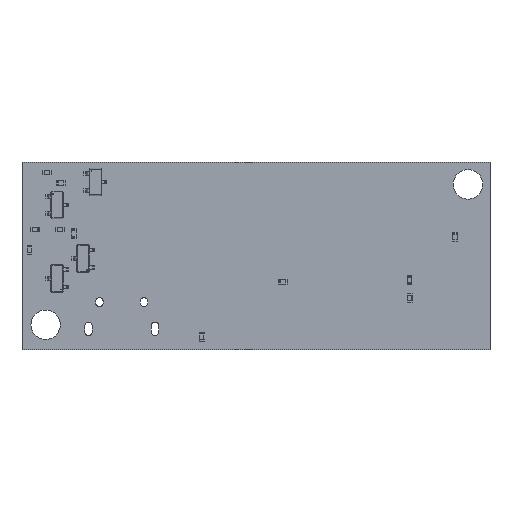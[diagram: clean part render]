
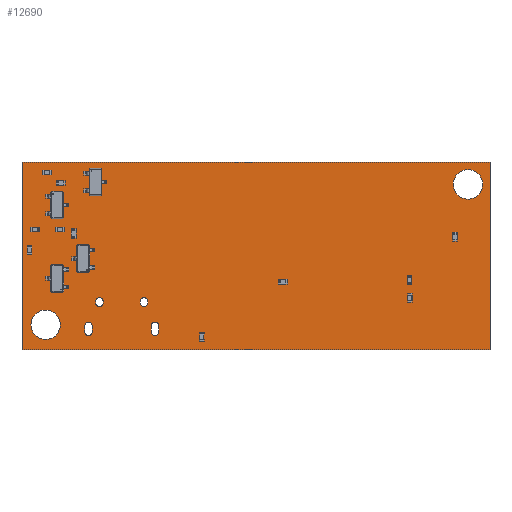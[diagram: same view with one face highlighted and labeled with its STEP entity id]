
A CAD part, top view. The second image highlights one B-rep face of the part: STEP entity #12690.
In plain terms, the highlighted planar face has unit normal (0, 0, 1).
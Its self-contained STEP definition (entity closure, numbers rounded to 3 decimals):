
#12412 = VERTEX_POINT('',#12413);
#12413 = CARTESIAN_POINT('',(50.8,0.,1.51));
#12419 = EDGE_CURVE('',#12412,#12420,#12422,.T.);
#12420 = VERTEX_POINT('',#12421);
#12421 = CARTESIAN_POINT('',(0.,0.,1.51));
#12422 = LINE('',#12423,#12424);
#12423 = CARTESIAN_POINT('',(50.8,0.,1.51));
#12424 = VECTOR('',#12425,1.);
#12425 = DIRECTION('',(-1.,0.,0.));
#12452 = VERTEX_POINT('',#12453);
#12453 = CARTESIAN_POINT('',(50.8,20.32,1.51));
#12459 = EDGE_CURVE('',#12452,#12412,#12460,.T.);
#12460 = LINE('',#12461,#12462);
#12461 = CARTESIAN_POINT('',(50.8,20.32,1.51));
#12462 = VECTOR('',#12463,1.);
#12463 = DIRECTION('',(0.,-1.,0.));
#12481 = EDGE_CURVE('',#12420,#12482,#12484,.T.);
#12482 = VERTEX_POINT('',#12483);
#12483 = CARTESIAN_POINT('',(0.,20.32,1.51));
#12484 = LINE('',#12485,#12486);
#12485 = CARTESIAN_POINT('',(0.,0.,1.51));
#12486 = VECTOR('',#12487,1.);
#12487 = DIRECTION('',(0.,1.,0.));
#12690 = ADVANCED_FACE('',(#12691,#12702,#12713,#12749,#12785,#12821,
    #12857),#12868,.T.);
#12691 = FACE_BOUND('',#12692,.T.);
#12692 = EDGE_LOOP('',(#12693,#12694,#12695,#12701));
#12693 = ORIENTED_EDGE('',*,*,#12419,.F.);
#12694 = ORIENTED_EDGE('',*,*,#12459,.F.);
#12695 = ORIENTED_EDGE('',*,*,#12696,.F.);
#12696 = EDGE_CURVE('',#12482,#12452,#12697,.T.);
#12697 = LINE('',#12698,#12699);
#12698 = CARTESIAN_POINT('',(0.,20.32,1.51));
#12699 = VECTOR('',#12700,1.);
#12700 = DIRECTION('',(1.,0.,0.));
#12701 = ORIENTED_EDGE('',*,*,#12481,.F.);
#12702 = FACE_BOUND('',#12703,.T.);
#12703 = EDGE_LOOP('',(#12704));
#12704 = ORIENTED_EDGE('',*,*,#12705,.T.);
#12705 = EDGE_CURVE('',#12706,#12706,#12708,.T.);
#12706 = VERTEX_POINT('',#12707);
#12707 = CARTESIAN_POINT('',(2.565,1.092,1.51));
#12708 = CIRCLE('',#12709,1.6);
#12709 = AXIS2_PLACEMENT_3D('',#12710,#12711,#12712);
#12710 = CARTESIAN_POINT('',(2.565,2.692,1.51));
#12711 = DIRECTION('',(-0.,0.,-1.));
#12712 = DIRECTION('',(0.,-1.,-0.));
#12713 = FACE_BOUND('',#12714,.T.);
#12714 = EDGE_LOOP('',(#12715,#12726,#12734,#12743));
#12715 = ORIENTED_EDGE('',*,*,#12716,.T.);
#12716 = EDGE_CURVE('',#12717,#12719,#12721,.T.);
#12717 = VERTEX_POINT('',#12718);
#12718 = CARTESIAN_POINT('',(7.62,1.893,1.51));
#12719 = VERTEX_POINT('',#12720);
#12720 = CARTESIAN_POINT('',(6.82,1.893,1.51));
#12721 = CIRCLE('',#12722,0.4);
#12722 = AXIS2_PLACEMENT_3D('',#12723,#12724,#12725);
#12723 = CARTESIAN_POINT('',(7.22,1.893,1.51));
#12724 = DIRECTION('',(-0.,0.,-1.));
#12725 = DIRECTION('',(-1.,0.,0.));
#12726 = ORIENTED_EDGE('',*,*,#12727,.T.);
#12727 = EDGE_CURVE('',#12719,#12728,#12730,.T.);
#12728 = VERTEX_POINT('',#12729);
#12729 = CARTESIAN_POINT('',(6.82,2.593,1.51));
#12730 = LINE('',#12731,#12732);
#12731 = CARTESIAN_POINT('',(6.82,1.296,1.51));
#12732 = VECTOR('',#12733,1.);
#12733 = DIRECTION('',(-0.,1.,0.));
#12734 = ORIENTED_EDGE('',*,*,#12735,.T.);
#12735 = EDGE_CURVE('',#12728,#12736,#12738,.T.);
#12736 = VERTEX_POINT('',#12737);
#12737 = CARTESIAN_POINT('',(7.62,2.593,1.51));
#12738 = CIRCLE('',#12739,0.4);
#12739 = AXIS2_PLACEMENT_3D('',#12740,#12741,#12742);
#12740 = CARTESIAN_POINT('',(7.22,2.593,1.51));
#12741 = DIRECTION('',(0.,-0.,-1.));
#12742 = DIRECTION('',(1.,0.,0.));
#12743 = ORIENTED_EDGE('',*,*,#12744,.T.);
#12744 = EDGE_CURVE('',#12736,#12717,#12745,.T.);
#12745 = LINE('',#12746,#12747);
#12746 = CARTESIAN_POINT('',(7.62,0.946,1.51));
#12747 = VECTOR('',#12748,1.);
#12748 = DIRECTION('',(0.,-1.,0.));
#12749 = FACE_BOUND('',#12750,.T.);
#12750 = EDGE_LOOP('',(#12751,#12762,#12770,#12779));
#12751 = ORIENTED_EDGE('',*,*,#12752,.T.);
#12752 = EDGE_CURVE('',#12753,#12755,#12757,.T.);
#12753 = VERTEX_POINT('',#12754);
#12754 = CARTESIAN_POINT('',(8.8,5.043,1.51));
#12755 = VERTEX_POINT('',#12756);
#12756 = CARTESIAN_POINT('',(8.,5.043,1.51));
#12757 = CIRCLE('',#12758,0.4);
#12758 = AXIS2_PLACEMENT_3D('',#12759,#12760,#12761);
#12759 = CARTESIAN_POINT('',(8.4,5.043,1.51));
#12760 = DIRECTION('',(-0.,0.,-1.));
#12761 = DIRECTION('',(-1.,0.,0.));
#12762 = ORIENTED_EDGE('',*,*,#12763,.T.);
#12763 = EDGE_CURVE('',#12755,#12764,#12766,.T.);
#12764 = VERTEX_POINT('',#12765);
#12765 = CARTESIAN_POINT('',(8.,5.243,1.51));
#12766 = LINE('',#12767,#12768);
#12767 = CARTESIAN_POINT('',(8.,2.621,1.51));
#12768 = VECTOR('',#12769,1.);
#12769 = DIRECTION('',(-0.,1.,0.));
#12770 = ORIENTED_EDGE('',*,*,#12771,.T.);
#12771 = EDGE_CURVE('',#12764,#12772,#12774,.T.);
#12772 = VERTEX_POINT('',#12773);
#12773 = CARTESIAN_POINT('',(8.8,5.243,1.51));
#12774 = CIRCLE('',#12775,0.4);
#12775 = AXIS2_PLACEMENT_3D('',#12776,#12777,#12778);
#12776 = CARTESIAN_POINT('',(8.4,5.243,1.51));
#12777 = DIRECTION('',(0.,-0.,-1.));
#12778 = DIRECTION('',(1.,0.,0.));
#12779 = ORIENTED_EDGE('',*,*,#12780,.T.);
#12780 = EDGE_CURVE('',#12772,#12753,#12781,.T.);
#12781 = LINE('',#12782,#12783);
#12782 = CARTESIAN_POINT('',(8.8,2.521,1.51));
#12783 = VECTOR('',#12784,1.);
#12784 = DIRECTION('',(0.,-1.,0.));
#12785 = FACE_BOUND('',#12786,.T.);
#12786 = EDGE_LOOP('',(#12787,#12798,#12806,#12815));
#12787 = ORIENTED_EDGE('',*,*,#12788,.T.);
#12788 = EDGE_CURVE('',#12789,#12791,#12793,.T.);
#12789 = VERTEX_POINT('',#12790);
#12790 = CARTESIAN_POINT('',(14.82,1.893,1.51));
#12791 = VERTEX_POINT('',#12792);
#12792 = CARTESIAN_POINT('',(14.02,1.893,1.51));
#12793 = CIRCLE('',#12794,0.4);
#12794 = AXIS2_PLACEMENT_3D('',#12795,#12796,#12797);
#12795 = CARTESIAN_POINT('',(14.42,1.893,1.51));
#12796 = DIRECTION('',(-0.,0.,-1.));
#12797 = DIRECTION('',(-1.,0.,0.));
#12798 = ORIENTED_EDGE('',*,*,#12799,.T.);
#12799 = EDGE_CURVE('',#12791,#12800,#12802,.T.);
#12800 = VERTEX_POINT('',#12801);
#12801 = CARTESIAN_POINT('',(14.02,2.593,1.51));
#12802 = LINE('',#12803,#12804);
#12803 = CARTESIAN_POINT('',(14.02,1.296,1.51));
#12804 = VECTOR('',#12805,1.);
#12805 = DIRECTION('',(-0.,1.,0.));
#12806 = ORIENTED_EDGE('',*,*,#12807,.T.);
#12807 = EDGE_CURVE('',#12800,#12808,#12810,.T.);
#12808 = VERTEX_POINT('',#12809);
#12809 = CARTESIAN_POINT('',(14.82,2.593,1.51));
#12810 = CIRCLE('',#12811,0.4);
#12811 = AXIS2_PLACEMENT_3D('',#12812,#12813,#12814);
#12812 = CARTESIAN_POINT('',(14.42,2.593,1.51));
#12813 = DIRECTION('',(0.,-0.,-1.));
#12814 = DIRECTION('',(1.,0.,-0.));
#12815 = ORIENTED_EDGE('',*,*,#12816,.T.);
#12816 = EDGE_CURVE('',#12808,#12789,#12817,.T.);
#12817 = LINE('',#12818,#12819);
#12818 = CARTESIAN_POINT('',(14.82,0.946,1.51));
#12819 = VECTOR('',#12820,1.);
#12820 = DIRECTION('',(0.,-1.,0.));
#12821 = FACE_BOUND('',#12822,.T.);
#12822 = EDGE_LOOP('',(#12823,#12834,#12842,#12851));
#12823 = ORIENTED_EDGE('',*,*,#12824,.T.);
#12824 = EDGE_CURVE('',#12825,#12827,#12829,.T.);
#12825 = VERTEX_POINT('',#12826);
#12826 = CARTESIAN_POINT('',(13.64,5.043,1.51));
#12827 = VERTEX_POINT('',#12828);
#12828 = CARTESIAN_POINT('',(12.84,5.043,1.51));
#12829 = CIRCLE('',#12830,0.4);
#12830 = AXIS2_PLACEMENT_3D('',#12831,#12832,#12833);
#12831 = CARTESIAN_POINT('',(13.24,5.043,1.51));
#12832 = DIRECTION('',(-0.,0.,-1.));
#12833 = DIRECTION('',(-1.,0.,0.));
#12834 = ORIENTED_EDGE('',*,*,#12835,.T.);
#12835 = EDGE_CURVE('',#12827,#12836,#12838,.T.);
#12836 = VERTEX_POINT('',#12837);
#12837 = CARTESIAN_POINT('',(12.84,5.243,1.51));
#12838 = LINE('',#12839,#12840);
#12839 = CARTESIAN_POINT('',(12.84,2.621,1.51));
#12840 = VECTOR('',#12841,1.);
#12841 = DIRECTION('',(-0.,1.,0.));
#12842 = ORIENTED_EDGE('',*,*,#12843,.T.);
#12843 = EDGE_CURVE('',#12836,#12844,#12846,.T.);
#12844 = VERTEX_POINT('',#12845);
#12845 = CARTESIAN_POINT('',(13.64,5.243,1.51));
#12846 = CIRCLE('',#12847,0.4);
#12847 = AXIS2_PLACEMENT_3D('',#12848,#12849,#12850);
#12848 = CARTESIAN_POINT('',(13.24,5.243,1.51));
#12849 = DIRECTION('',(0.,-0.,-1.));
#12850 = DIRECTION('',(1.,0.,0.));
#12851 = ORIENTED_EDGE('',*,*,#12852,.T.);
#12852 = EDGE_CURVE('',#12844,#12825,#12853,.T.);
#12853 = LINE('',#12854,#12855);
#12854 = CARTESIAN_POINT('',(13.64,2.521,1.51));
#12855 = VECTOR('',#12856,1.);
#12856 = DIRECTION('',(0.,-1.,0.));
#12857 = FACE_BOUND('',#12858,.T.);
#12858 = EDGE_LOOP('',(#12859));
#12859 = ORIENTED_EDGE('',*,*,#12860,.T.);
#12860 = EDGE_CURVE('',#12861,#12861,#12863,.T.);
#12861 = VERTEX_POINT('',#12862);
#12862 = CARTESIAN_POINT('',(48.412,16.332,1.51));
#12863 = CIRCLE('',#12864,1.6);
#12864 = AXIS2_PLACEMENT_3D('',#12865,#12866,#12867);
#12865 = CARTESIAN_POINT('',(48.412,17.932,1.51));
#12866 = DIRECTION('',(-0.,0.,-1.));
#12867 = DIRECTION('',(-0.,-1.,0.));
#12868 = PLANE('',#12869);
#12869 = AXIS2_PLACEMENT_3D('',#12870,#12871,#12872);
#12870 = CARTESIAN_POINT('',(0.,0.,1.51));
#12871 = DIRECTION('',(0.,0.,1.));
#12872 = DIRECTION('',(1.,0.,-0.));
